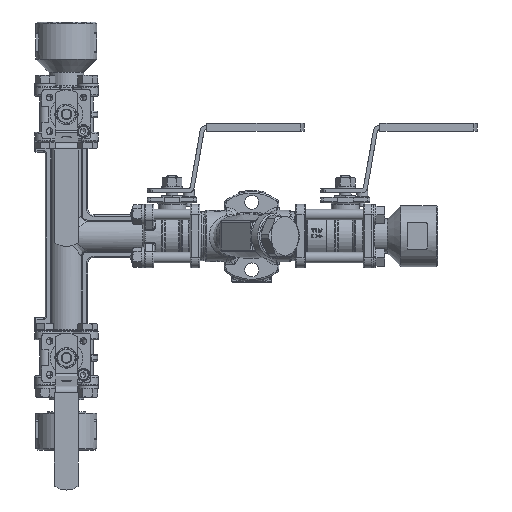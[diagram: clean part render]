
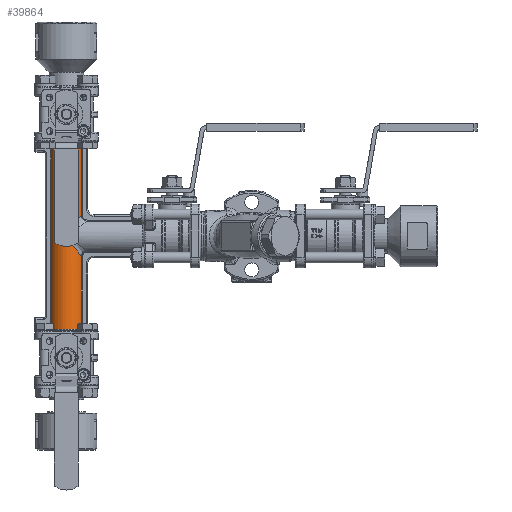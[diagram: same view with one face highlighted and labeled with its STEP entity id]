
A CAD part, front view. The second image highlights one B-rep face of the part: STEP entity #39864.
In plain terms, the highlighted cylindrical face has radius 13 mm (diameter 26 mm), a partial arc.
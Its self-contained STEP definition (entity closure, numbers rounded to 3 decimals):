
#824=ELLIPSE('',#42865,22.204,13.);
#825=ELLIPSE('',#42866,22.204,13.);
#1968=CYLINDRICAL_SURFACE('',#42863,13.);
#3911=FACE_OUTER_BOUND('',#6394,.T.);
#6394=EDGE_LOOP('',(#27988,#27989,#27990,#27991,#27992,#27993,#27994));
#9225=CIRCLE('',#42861,13.);
#9227=CIRCLE('',#42864,13.);
#11921=LINE('',#63847,#14231);
#11923=LINE('',#63912,#14233);
#11924=LINE('',#63917,#14234);
#14231=VECTOR('',#48965,10.);
#14233=VECTOR('',#48995,10.);
#14234=VECTOR('',#49000,10.);
#16834=VERTEX_POINT('',#63841);
#16836=VERTEX_POINT('',#63845);
#16840=VERTEX_POINT('',#63905);
#16841=VERTEX_POINT('',#63909);
#16842=VERTEX_POINT('',#63911);
#16843=VERTEX_POINT('',#63913);
#16844=VERTEX_POINT('',#63915);
#21033=EDGE_CURVE('',#16836,#16834,#11921,.T.);
#21042=EDGE_CURVE('',#16834,#16840,#9225,.T.);
#21044=EDGE_CURVE('',#16841,#16836,#9227,.T.);
#21045=EDGE_CURVE('',#16842,#16841,#11923,.T.);
#21046=EDGE_CURVE('',#16843,#16842,#824,.T.);
#21047=EDGE_CURVE('',#16844,#16843,#825,.T.);
#21048=EDGE_CURVE('',#16840,#16844,#11924,.T.);
#27988=ORIENTED_EDGE('',*,*,#21033,.F.);
#27989=ORIENTED_EDGE('',*,*,#21044,.F.);
#27990=ORIENTED_EDGE('',*,*,#21045,.F.);
#27991=ORIENTED_EDGE('',*,*,#21046,.F.);
#27992=ORIENTED_EDGE('',*,*,#21047,.F.);
#27993=ORIENTED_EDGE('',*,*,#21048,.F.);
#27994=ORIENTED_EDGE('',*,*,#21042,.F.);
#39864=ADVANCED_FACE('',(#3911),#1968,.T.);
#42861=AXIS2_PLACEMENT_3D('',#63906,#48987,#48988);
#42863=AXIS2_PLACEMENT_3D('',#63908,#48991,#48992);
#42864=AXIS2_PLACEMENT_3D('',#63910,#48993,#48994);
#42865=AXIS2_PLACEMENT_3D('',#63914,#48996,#48997);
#42866=AXIS2_PLACEMENT_3D('',#63916,#48998,#48999);
#48965=DIRECTION('',(0.,0.,1.));
#48987=DIRECTION('center_axis',(0.,0.,
1.));
#48988=DIRECTION('ref_axis',(1.,0.,0.));
#48991=DIRECTION('center_axis',(0.,0.,
-1.));
#48992=DIRECTION('ref_axis',(-1.,0.,0.));
#48993=DIRECTION('center_axis',(0.,0.,
-1.));
#48994=DIRECTION('ref_axis',(1.,0.,0.));
#48995=DIRECTION('',(0.,0.,-1.));
#48996=DIRECTION('center_axis',(0.811,0.,
0.585));
#48997=DIRECTION('ref_axis',(0.585,0.,-0.811));
#48998=DIRECTION('center_axis',(0.811,0.,
-0.585));
#48999=DIRECTION('ref_axis',(0.585,0.,0.811));
#49000=DIRECTION('',(0.,0.,-1.));
#63841=CARTESIAN_POINT('',(-165.093,22.663,70.5));
#63845=CARTESIAN_POINT('',(-165.093,22.663,-70.));
#63847=CARTESIAN_POINT('',(-165.093,22.663,71.5));
#63905=CARTESIAN_POINT('',(-142.577,22.663,70.5));
#63906=CARTESIAN_POINT('Origin',(-153.835,29.163,70.5));
#63908=CARTESIAN_POINT('Origin',(-153.835,29.163,71.5));
#63909=CARTESIAN_POINT('',(-142.577,22.663,-70.));
#63910=CARTESIAN_POINT('Origin',(-153.835,29.163,-70.));
#63911=CARTESIAN_POINT('',(-142.577,22.663,-15.338));
#63912=CARTESIAN_POINT('',(-142.577,22.663,71.5));
#63913=CARTESIAN_POINT('',(-153.835,16.163,0.25));
#63914=CARTESIAN_POINT('Origin',(-153.835,29.163,0.25));
#63915=CARTESIAN_POINT('',(-142.577,22.663,15.838));
#63916=CARTESIAN_POINT('Origin',(-153.835,29.163,0.25));
#63917=CARTESIAN_POINT('',(-142.577,22.663,71.5));
